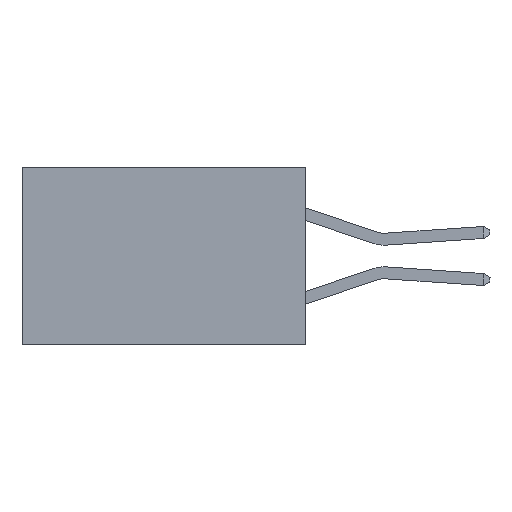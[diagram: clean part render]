
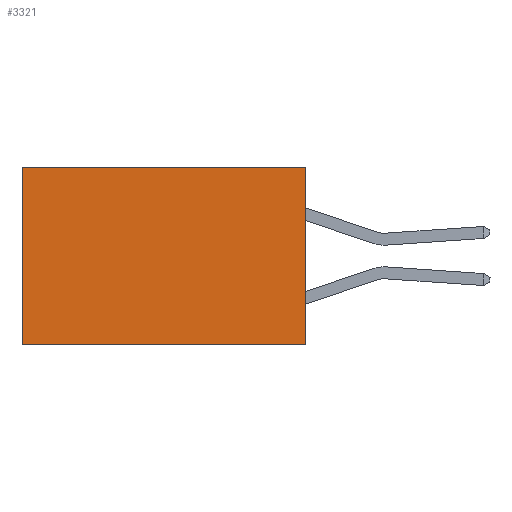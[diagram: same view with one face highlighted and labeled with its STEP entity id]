
A CAD part, left-side view. The second image highlights one B-rep face of the part: STEP entity #3321.
In plain terms, the highlighted planar face has unit normal (-1, 0, 0).
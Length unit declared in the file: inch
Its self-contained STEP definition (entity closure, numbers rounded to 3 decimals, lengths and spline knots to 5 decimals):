
#65 = CARTESIAN_POINT ( 'NONE',  ( 0.277, 0., -0.37 ) ) ;
#418 = VERTEX_POINT ( 'NONE', #6930 ) ;
#621 = CARTESIAN_POINT ( 'NONE',  ( 0.277, 0.59, 0. ) ) ;
#1410 = LINE ( 'NONE', #24446, #21545 ) ;
#2608 = ORIENTED_EDGE ( 'NONE', *, *, #8043, .F. ) ;
#2735 = ORIENTED_EDGE ( 'NONE', *, *, #5138, .F. ) ;
#2768 = VECTOR ( 'NONE', #17784, 39.37008 ) ;
#3321 = ADVANCED_FACE ( 'NONE', ( #18565 ), #4093, .F. ) ;
#4093 = PLANE ( 'NONE',  #4136 ) ;
#4136 = AXIS2_PLACEMENT_3D ( 'NONE', #65, #6931, #16227 ) ;
#5138 = EDGE_CURVE ( 'NONE', #13945, #418, #8088, .T. ) ;
#5259 = DIRECTION ( 'NONE',  ( 0., 1., 0. ) ) ;
#6930 = CARTESIAN_POINT ( 'NONE',  ( 0.277, 0.59, -0.37 ) ) ;
#6931 = DIRECTION ( 'NONE',  ( 1., 0., 0. ) ) ;
#8043 = EDGE_CURVE ( 'NONE', #19430, #13945, #10678, .T. ) ;
#8088 = LINE ( 'NONE', #19672, #2768 ) ;
#9269 = DIRECTION ( 'NONE',  ( 0., 0., -1. ) ) ;
#9550 = VERTEX_POINT ( 'NONE', #621 ) ;
#10037 = ORIENTED_EDGE ( 'NONE', *, *, #17882, .T. ) ;
#10678 = LINE ( 'NONE', #23277, #20644 ) ;
#11985 = CARTESIAN_POINT ( 'NONE',  ( 0.277, 0., 0. ) ) ;
#13795 = DIRECTION ( 'NONE',  ( 0., 0., -1. ) ) ;
#13945 = VERTEX_POINT ( 'NONE', #18125 ) ;
#14636 = LINE ( 'NONE', #18884, #19131 ) ;
#14941 = EDGE_CURVE ( 'NONE', #9550, #418, #1410, .T. ) ;
#16227 = DIRECTION ( 'NONE',  ( 0., 0., -1. ) ) ;
#16234 = EDGE_LOOP ( 'NONE', ( #23087, #2735, #2608, #10037 ) ) ;
#17784 = DIRECTION ( 'NONE',  ( 0., 1., 0. ) ) ;
#17882 = EDGE_CURVE ( 'NONE', #19430, #9550, #14636, .T. ) ;
#18125 = CARTESIAN_POINT ( 'NONE',  ( 0.277, 0., -0.37 ) ) ;
#18565 = FACE_OUTER_BOUND ( 'NONE', #16234, .T. ) ;
#18884 = CARTESIAN_POINT ( 'NONE',  ( 0.277, 0., 0. ) ) ;
#19131 = VECTOR ( 'NONE', #5259, 39.37008 ) ;
#19430 = VERTEX_POINT ( 'NONE', #11985 ) ;
#19672 = CARTESIAN_POINT ( 'NONE',  ( 0.277, 0., -0.37 ) ) ;
#20644 = VECTOR ( 'NONE', #13795, 39.37008 ) ;
#21545 = VECTOR ( 'NONE', #9269, 39.37008 ) ;
#23087 = ORIENTED_EDGE ( 'NONE', *, *, #14941, .T. ) ;
#23277 = CARTESIAN_POINT ( 'NONE',  ( 0.277, 0., -0.37 ) ) ;
#24446 = CARTESIAN_POINT ( 'NONE',  ( 0.277, 0.59, -0.37 ) ) ;
